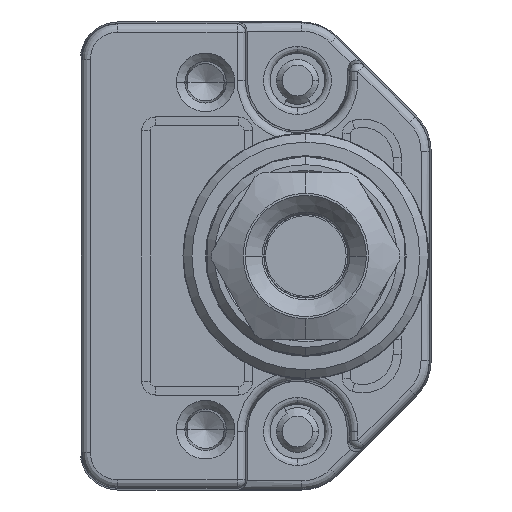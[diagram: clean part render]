
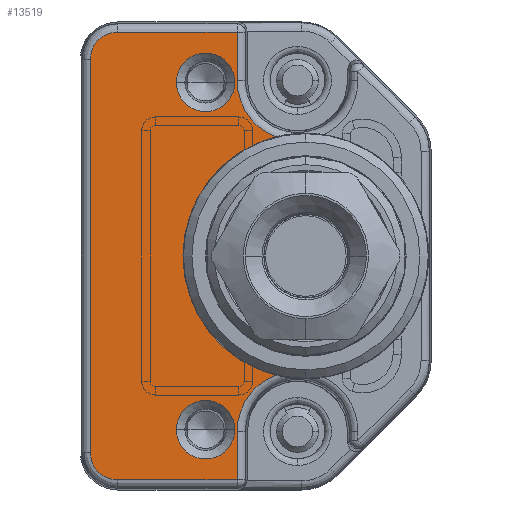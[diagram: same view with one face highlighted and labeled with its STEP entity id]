
A CAD part, left-side view. The second image highlights one B-rep face of the part: STEP entity #13519.
In plain terms, the highlighted planar face has unit normal (-1, 0, 0).
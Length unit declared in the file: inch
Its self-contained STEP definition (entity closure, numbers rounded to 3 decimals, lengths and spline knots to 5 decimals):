
#1309=DIRECTION('',(0.,0.,1.));
#1310=VECTOR('',#1309,0.11399);
#1311=CARTESIAN_POINT('',(-0.49213,0.45723,
-0.52737));
#1312=LINE('',#1311,#1310);
#1313=DIRECTION('',(0.,-1.,0.));
#1314=VECTOR('',#1313,0.28096);
#1315=CARTESIAN_POINT('',(-0.49213,0.73819,
-0.52737));
#1316=LINE('',#1315,#1314);
#1317=CARTESIAN_POINT('',(-0.49213,0.73819,
-0.4626));
#1318=DIRECTION('',(-1.,0.,0.));
#1319=DIRECTION('',(0.,1.,0.));
#1320=AXIS2_PLACEMENT_3D('',#1317,#1318,#1319);
#1322=DIRECTION('',(0.,0.,-1.));
#1323=VECTOR('',#1322,0.9252);
#1324=CARTESIAN_POINT('',(-0.49213,0.80296,
0.4626));
#1325=LINE('',#1324,#1323);
#1326=CARTESIAN_POINT('',(-0.49213,0.73819,
0.4626));
#1327=DIRECTION('',(-1.,0.,0.));
#1328=DIRECTION('',(0.,0.,1.));
#1329=AXIS2_PLACEMENT_3D('',#1326,#1327,#1328);
#1331=DIRECTION('',(0.,1.,0.));
#1332=VECTOR('',#1331,0.28096);
#1333=CARTESIAN_POINT('',(-0.49213,0.45723,
0.52737));
#1334=LINE('',#1333,#1332);
#1335=DIRECTION('',(0.,0.,1.));
#1336=VECTOR('',#1335,0.11399);
#1337=CARTESIAN_POINT('',(-0.49213,0.45723,
0.41339));
#1338=LINE('',#1337,#1336);
#1339=CARTESIAN_POINT('',(-0.49213,0.31496,
0.41339));
#1340=DIRECTION('',(1.,0.,0.));
#1341=DIRECTION('',(0.,0.359,-0.933));
#1342=AXIS2_PLACEMENT_3D('',#1339,#1340,#1341);
#1344=CARTESIAN_POINT('',(-0.49213,0.29528,0.));
#1345=DIRECTION('',(-1.,0.,0.));
#1346=DIRECTION('',(0.,0.244,0.97));
#1347=AXIS2_PLACEMENT_3D('',#1344,#1345,#1346);
#1349=CARTESIAN_POINT('',(-0.49213,0.31496,
-0.41339));
#1350=DIRECTION('',(1.,0.,0.));
#1351=DIRECTION('',(0.,1.,0.));
#1352=AXIS2_PLACEMENT_3D('',#1349,#1350,#1351);
#1354=CARTESIAN_POINT('',(-0.49213,0.5315,
-0.40915));
#1355=DIRECTION('',(1.,0.,0.));
#1356=DIRECTION('',(0.,-1.,0.));
#1357=AXIS2_PLACEMENT_3D('',#1354,#1355,#1356);
#1359=CARTESIAN_POINT('',(-0.49213,0.5315,
-0.40915));
#1360=DIRECTION('',(1.,0.,0.));
#1361=DIRECTION('',(0.,1.,0.));
#1362=AXIS2_PLACEMENT_3D('',#1359,#1360,#1361);
#1364=CARTESIAN_POINT('',(-0.49213,0.5315,
0.40915));
#1365=DIRECTION('',(1.,0.,0.));
#1366=DIRECTION('',(0.,-1.,0.));
#1367=AXIS2_PLACEMENT_3D('',#1364,#1365,#1366);
#1369=CARTESIAN_POINT('',(-0.49213,0.5315,
0.40915));
#1370=DIRECTION('',(1.,0.,0.));
#1371=DIRECTION('',(0.,1.,0.));
#1372=AXIS2_PLACEMENT_3D('',#1369,#1370,#1371);
#10027=CARTESIAN_POINT('',(-0.49213,0.80296,
-0.4626));
#10028=CARTESIAN_POINT('',(-0.49213,0.73819,
-0.52737));
#10029=VERTEX_POINT('',#10027);
#10030=VERTEX_POINT('',#10028);
#10035=CARTESIAN_POINT('',(-0.49213,0.80296,
0.4626));
#10036=VERTEX_POINT('',#10035);
#10039=CARTESIAN_POINT('',(-0.49213,0.73819,
0.52737));
#10040=VERTEX_POINT('',#10039);
#10067=CARTESIAN_POINT('',(-0.49213,0.45723,
-0.52737));
#10068=CARTESIAN_POINT('',(-0.49213,0.45723,
-0.41339));
#10069=VERTEX_POINT('',#10067);
#10070=VERTEX_POINT('',#10068);
#10092=CARTESIAN_POINT('',(-0.49213,0.366,
-0.28059));
#10093=VERTEX_POINT('',#10092);
#10108=CARTESIAN_POINT('',(-0.49213,0.45723,
0.41339));
#10109=CARTESIAN_POINT('',(-0.49213,0.45723,
0.52737));
#10110=VERTEX_POINT('',#10108);
#10111=VERTEX_POINT('',#10109);
#10132=CARTESIAN_POINT('',(-0.49213,0.366,
0.28059));
#10133=VERTEX_POINT('',#10132);
#10176=CARTESIAN_POINT('',(-0.49213,0.4626,
-0.40915));
#10177=CARTESIAN_POINT('',(-0.49213,0.60039,
-0.40915));
#10178=VERTEX_POINT('',#10176);
#10179=VERTEX_POINT('',#10177);
#10184=CARTESIAN_POINT('',(-0.49213,0.4626,
0.40915));
#10185=CARTESIAN_POINT('',(-0.49213,0.60039,
0.40915));
#10186=VERTEX_POINT('',#10184);
#10187=VERTEX_POINT('',#10185);
#13482=CARTESIAN_POINT('',(-0.49213,0.,0.));
#13483=DIRECTION('',(-1.,0.,0.));
#13484=DIRECTION('',(0.,0.,1.));
#13485=AXIS2_PLACEMENT_3D('',#13482,#13483,#13484);
#13486=PLANE('',#13485);
#13487=ORIENTED_EDGE('',*,*,#13472,.F.);
#13488=ORIENTED_EDGE('',*,*,#13449,.F.);
#13490=ORIENTED_EDGE('',*,*,#13489,.F.);
#13492=ORIENTED_EDGE('',*,*,#13491,.F.);
#13494=ORIENTED_EDGE('',*,*,#13493,.F.);
#13496=ORIENTED_EDGE('',*,*,#13495,.F.);
#13498=ORIENTED_EDGE('',*,*,#13497,.F.);
#13500=ORIENTED_EDGE('',*,*,#13499,.F.);
#13502=ORIENTED_EDGE('',*,*,#13501,.T.);
#13504=ORIENTED_EDGE('',*,*,#13503,.F.);
#13505=EDGE_LOOP('',(#13487,#13488,#13490,#13492,#13494,#13496,#13498,#13500,
#13502,#13504));
#13506=FACE_OUTER_BOUND('',#13505,.F.);
#13508=ORIENTED_EDGE('',*,*,#13507,.F.);
#13510=ORIENTED_EDGE('',*,*,#13509,.F.);
#13511=EDGE_LOOP('',(#13508,#13510));
#13512=FACE_BOUND('',#13511,.F.);
#13514=ORIENTED_EDGE('',*,*,#13513,.F.);
#13516=ORIENTED_EDGE('',*,*,#13515,.F.);
#13517=EDGE_LOOP('',(#13514,#13516));
#13518=FACE_BOUND('',#13517,.F.);
#13519=ADVANCED_FACE('',(#13506,#13512,#13518),#13486,.T.);
#1321=CIRCLE('',#1320,0.06477);
#1330=CIRCLE('',#1329,0.06477);
#1343=CIRCLE('',#1342,0.14227);
#1348=CIRCLE('',#1347,0.28937);
#1353=CIRCLE('',#1352,0.14227);
#1358=CIRCLE('',#1357,0.0689);
#1363=CIRCLE('',#1362,0.0689);
#1368=CIRCLE('',#1367,0.0689);
#1373=CIRCLE('',#1372,0.0689);
#13449=EDGE_CURVE('',#10030,#10069,#1316,.T.);
#13472=EDGE_CURVE('',#10069,#10070,#1312,.T.);
#13489=EDGE_CURVE('',#10029,#10030,#1321,.T.);
#13491=EDGE_CURVE('',#10036,#10029,#1325,.T.);
#13493=EDGE_CURVE('',#10040,#10036,#1330,.T.);
#13495=EDGE_CURVE('',#10111,#10040,#1334,.T.);
#13497=EDGE_CURVE('',#10110,#10111,#1338,.T.);
#13499=EDGE_CURVE('',#10133,#10110,#1343,.T.);
#13501=EDGE_CURVE('',#10133,#10093,#1348,.T.);
#13503=EDGE_CURVE('',#10070,#10093,#1353,.T.);
#13507=EDGE_CURVE('',#10178,#10179,#1358,.T.);
#13509=EDGE_CURVE('',#10179,#10178,#1363,.T.);
#13513=EDGE_CURVE('',#10186,#10187,#1368,.T.);
#13515=EDGE_CURVE('',#10187,#10186,#1373,.T.);
